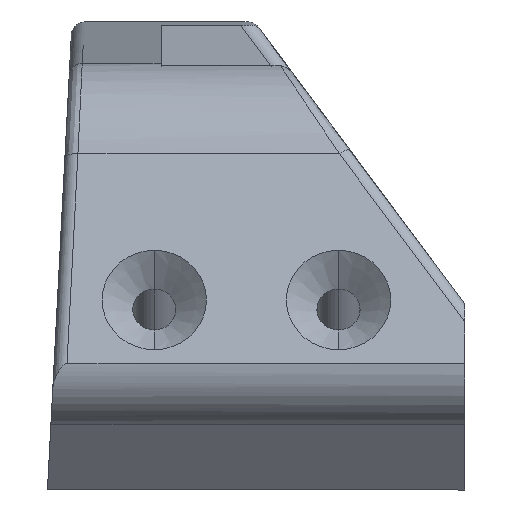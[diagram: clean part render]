
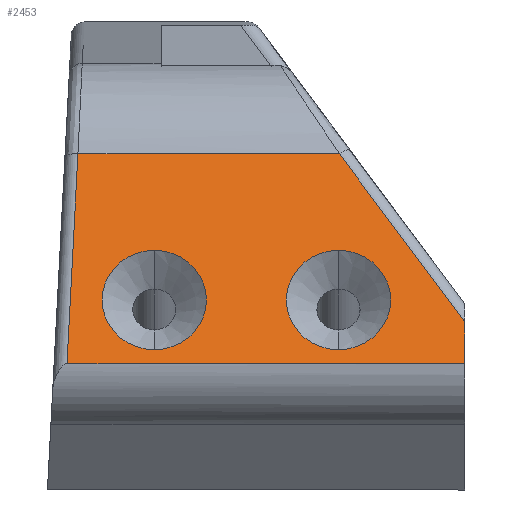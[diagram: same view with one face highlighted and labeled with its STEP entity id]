
A CAD part, left-side view. The second image highlights one B-rep face of the part: STEP entity #2453.
In plain terms, the highlighted planar face has unit normal (-0.952, 0, 0.307).
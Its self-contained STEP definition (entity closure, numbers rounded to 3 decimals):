
#47 = CIRCLE ( 'NONE', #81, 4. ) ;
#81 = AXIS2_PLACEMENT_3D ( 'NONE', #668, #1264, #822 ) ;
#98 = VERTEX_POINT ( 'NONE', #456 ) ;
#128 = EDGE_CURVE ( 'NONE', #987, #2311, #1659, .T. ) ;
#129 = AXIS2_PLACEMENT_3D ( 'NONE', #2307, #2250, #241 ) ;
#241 = DIRECTION ( 'NONE',  ( 0.307, 0., 0.952 ) ) ;
#251 = AXIS2_PLACEMENT_3D ( 'NONE', #2344, #1937, #2175 ) ;
#289 = EDGE_CURVE ( 'NONE', #98, #1237, #655, .T. ) ;
#397 = ORIENTED_EDGE ( 'NONE', *, *, #128, .T. ) ;
#443 = ORIENTED_EDGE ( 'NONE', *, *, #669, .T. ) ;
#456 = CARTESIAN_POINT ( 'NONE',  ( -54.659, -6.342, 11.494 ) ) ;
#485 = CARTESIAN_POINT ( 'NONE',  ( -54.656, -17.584, 11.505 ) ) ;
#487 = ORIENTED_EDGE ( 'NONE', *, *, #1440, .T. ) ;
#571 = CARTESIAN_POINT ( 'NONE',  ( -53.432, -6.342, 15.301 ) ) ;
#600 = DIRECTION ( 'NONE',  ( -0.952, 0., 0.307 ) ) ;
#613 = LINE ( 'NONE', #992, #1259 ) ;
#647 = DIRECTION ( 'NONE',  ( -0.306, 0.05, -0.951 ) ) ;
#655 = CIRCLE ( 'NONE', #2135, 4. ) ;
#668 = CARTESIAN_POINT ( 'NONE',  ( -53.432, 7.776, 15.301 ) ) ;
#669 = EDGE_CURVE ( 'NONE', #1324, #1101, #2336, .T. ) ;
#822 = DIRECTION ( 'NONE',  ( 0.307, 0., 0.952 ) ) ;
#830 = FACE_BOUND ( 'NONE', #1122, .T. ) ;
#898 = DIRECTION ( 'NONE',  ( -0.307, 0., -0.952 ) ) ;
#959 = VECTOR ( 'NONE', #2484, 1000. ) ;
#987 = VERTEX_POINT ( 'NONE', #2162 ) ;
#992 = CARTESIAN_POINT ( 'NONE',  ( -49.822, -16., 26.503 ) ) ;
#1025 = CARTESIAN_POINT ( 'NONE',  ( -55., -16., 10.436 ) ) ;
#1043 = CARTESIAN_POINT ( 'NONE',  ( -52.205, 7.776, 19.108 ) ) ;
#1067 = EDGE_CURVE ( 'NONE', #1540, #1271, #1713, .T. ) ;
#1083 = AXIS2_PLACEMENT_3D ( 'NONE', #2069, #2039, #898 ) ;
#1101 = VERTEX_POINT ( 'NONE', #1981 ) ;
#1122 = EDGE_LOOP ( 'NONE', ( #1225, #2388 ) ) ;
#1134 = CARTESIAN_POINT ( 'NONE',  ( -55., 14.468, 10.436 ) ) ;
#1181 = ORIENTED_EDGE ( 'NONE', *, *, #1067, .F. ) ;
#1225 = ORIENTED_EDGE ( 'NONE', *, *, #2443, .F. ) ;
#1237 = VERTEX_POINT ( 'NONE', #2421 ) ;
#1242 = PLANE ( 'NONE',  #1083 ) ;
#1249 = LINE ( 'NONE', #1625, #1421 ) ;
#1258 = FACE_BOUND ( 'NONE', #1527, .T. ) ;
#1259 = VECTOR ( 'NONE', #2221, 1000. ) ;
#1264 = DIRECTION ( 'NONE',  ( -0.952, 0., 0.307 ) ) ;
#1271 = VERTEX_POINT ( 'NONE', #1897 ) ;
#1280 = EDGE_LOOP ( 'NONE', ( #2415, #397, #487, #1335, #443 ) ) ;
#1308 = FACE_OUTER_BOUND ( 'NONE', #1280, .T. ) ;
#1324 = VERTEX_POINT ( 'NONE', #1442 ) ;
#1335 = ORIENTED_EDGE ( 'NONE', *, *, #2001, .F. ) ;
#1343 = DIRECTION ( 'NONE',  ( 0., -1., 0. ) ) ;
#1421 = VECTOR ( 'NONE', #2244, 1000. ) ;
#1440 = EDGE_CURVE ( 'NONE', #2311, #1613, #2128, .T. ) ;
#1442 = CARTESIAN_POINT ( 'NONE',  ( -53.97, -16., 13.632 ) ) ;
#1527 = EDGE_LOOP ( 'NONE', ( #1181, #2239 ) ) ;
#1540 = VERTEX_POINT ( 'NONE', #1043 ) ;
#1604 = DIRECTION ( 'NONE',  ( 0.307, 0., 0.952 ) ) ;
#1613 = VERTEX_POINT ( 'NONE', #1025 ) ;
#1625 = CARTESIAN_POINT ( 'NONE',  ( -55., -16., 10.436 ) ) ;
#1659 = LINE ( 'NONE', #2454, #2055 ) ;
#1713 = CIRCLE ( 'NONE', #251, 4. ) ;
#1855 = CIRCLE ( 'NONE', #129, 4. ) ;
#1881 = EDGE_CURVE ( 'NONE', #1271, #1540, #47, .T. ) ;
#1897 = CARTESIAN_POINT ( 'NONE',  ( -54.659, 7.776, 11.494 ) ) ;
#1937 = DIRECTION ( 'NONE',  ( -0.952, 0., 0.307 ) ) ;
#1975 = VECTOR ( 'NONE', #1343, 1000. ) ;
#1981 = CARTESIAN_POINT ( 'NONE',  ( -49.822, -6.415, 26.503 ) ) ;
#2001 = EDGE_CURVE ( 'NONE', #1324, #1613, #1249, .T. ) ;
#2039 = DIRECTION ( 'NONE',  ( 0.952, 0., -0.307 ) ) ;
#2055 = VECTOR ( 'NONE', #647, 1000. ) ;
#2069 = CARTESIAN_POINT ( 'NONE',  ( -55., -16., 10.436 ) ) ;
#2128 = LINE ( 'NONE', #2563, #1975 ) ;
#2135 = AXIS2_PLACEMENT_3D ( 'NONE', #571, #600, #1604 ) ;
#2162 = CARTESIAN_POINT ( 'NONE',  ( -49.822, 13.626, 26.503 ) ) ;
#2175 = DIRECTION ( 'NONE',  ( 0.307, 0., 0.952 ) ) ;
#2221 = DIRECTION ( 'NONE',  ( 0., 1., 0. ) ) ;
#2239 = ORIENTED_EDGE ( 'NONE', *, *, #1881, .F. ) ;
#2244 = DIRECTION ( 'NONE',  ( -0.307, 0., -0.952 ) ) ;
#2250 = DIRECTION ( 'NONE',  ( -0.952, 0., 0.307 ) ) ;
#2307 = CARTESIAN_POINT ( 'NONE',  ( -53.432, -6.342, 15.301 ) ) ;
#2311 = VERTEX_POINT ( 'NONE', #1134 ) ;
#2336 = LINE ( 'NONE', #485, #959 ) ;
#2344 = CARTESIAN_POINT ( 'NONE',  ( -53.432, 7.776, 15.301 ) ) ;
#2369 = EDGE_CURVE ( 'NONE', #1101, #987, #613, .T. ) ;
#2388 = ORIENTED_EDGE ( 'NONE', *, *, #289, .F. ) ;
#2415 = ORIENTED_EDGE ( 'NONE', *, *, #2369, .T. ) ;
#2421 = CARTESIAN_POINT ( 'NONE',  ( -52.205, -6.342, 19.108 ) ) ;
#2443 = EDGE_CURVE ( 'NONE', #1237, #98, #1855, .T. ) ;
#2453 = ADVANCED_FACE ( 'NONE', ( #1258, #830, #1308 ), #1242, .F. ) ;
#2454 = CARTESIAN_POINT ( 'NONE',  ( -54.535, 14.392, 11.879 ) ) ;
#2484 = DIRECTION ( 'NONE',  ( 0.25, 0.578, 0.777 ) ) ;
#2563 = CARTESIAN_POINT ( 'NONE',  ( -55., -16., 10.436 ) ) ;
